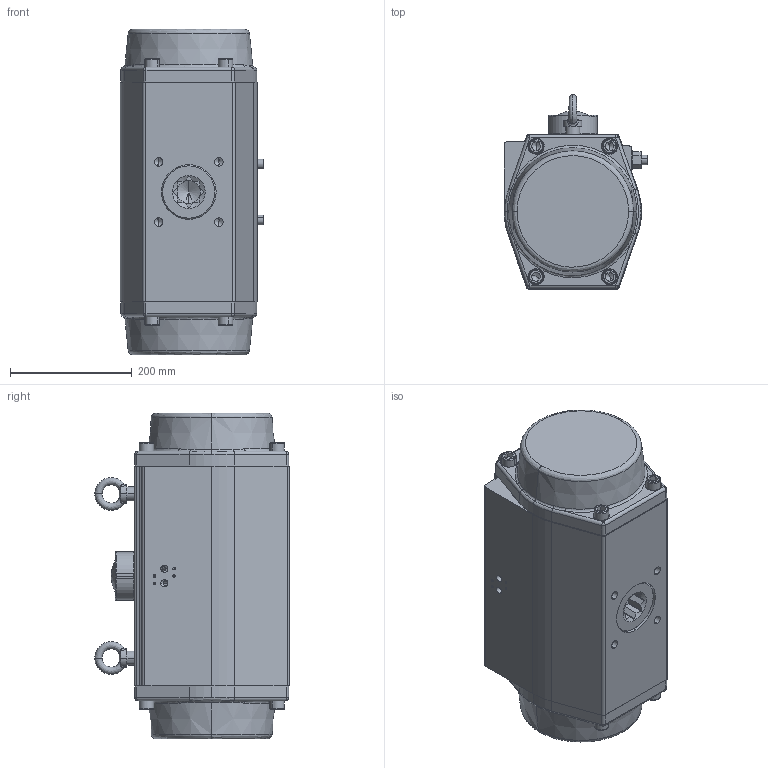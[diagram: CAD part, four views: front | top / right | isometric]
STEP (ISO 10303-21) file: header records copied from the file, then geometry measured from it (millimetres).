
FILE_DESCRIPTION (( 'STEP AP203' ), '1' );
FILE_NAME ('GD-210-090-V36-FG-SA-Doku.step', '2019-01-14T07:38:23', ( '' ), ( '' ), 'SwSTEP 2.0', 'SolidWorks 2018', '' );
FILE_SCHEMA (( 'CONFIG_CONTROL_DESIGN' ));
Products named in the file (1): GD-210-090-V36-FG-SA-Doku
Bounding box: 236.5 x 320 x 536 mm (x, y, z)
Volume: 9864756.7 mm3; surface area: 1369379.4 mm2
Topology: 29 solids, 29 shells, 2724 faces, 6575 edges, 3781 vertices
Faces by surface type: bspline 1034, cylinder 904, plane 616, cone 170
Entity records: 121765 total; most frequent: CARTESIAN_POINT 64537, ORIENTED_EDGE 12666, DIRECTION 11086, EDGE_CURVE 6333, AXIS2_PLACEMENT_3D 4404, VERTEX_POINT 3781, EDGE_LOOP 2894, ADVANCED_FACE 2724
